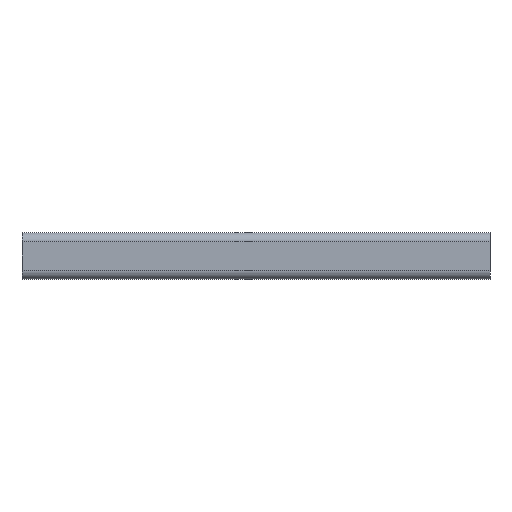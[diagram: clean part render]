
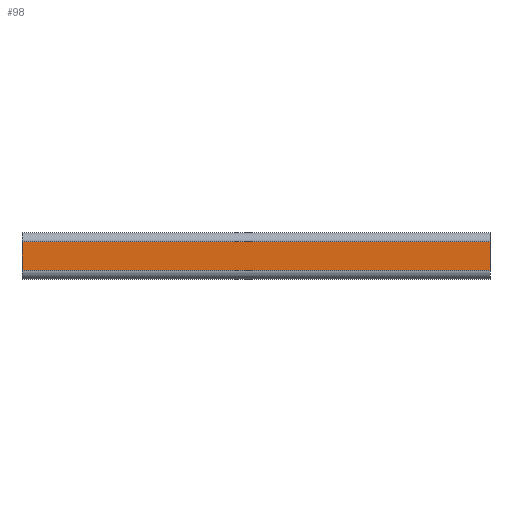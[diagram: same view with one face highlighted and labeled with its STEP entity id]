
A CAD part, left-side view. The second image highlights one B-rep face of the part: STEP entity #98.
In plain terms, the highlighted planar face has unit normal (-1, 0, 0).
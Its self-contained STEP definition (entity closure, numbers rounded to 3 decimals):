
#98 = ADVANCED_FACE( '', ( #200 ), #201, .T. );
#200 = FACE_OUTER_BOUND( '', #297, .T. );
#201 = PLANE( '', #298 );
#297 = EDGE_LOOP( '', ( #537, #538, #539, #540 ) );
#298 = AXIS2_PLACEMENT_3D( '', #541, #542, #543 );
#537 = ORIENTED_EDGE( '', *, *, #617, .F. );
#538 = ORIENTED_EDGE( '', *, *, #674, .F. );
#539 = ORIENTED_EDGE( '', *, *, #607, .T. );
#540 = ORIENTED_EDGE( '', *, *, #647, .T. );
#541 = CARTESIAN_POINT( '', ( -10., 100., -3. ) );
#542 = DIRECTION( '', ( -1., 0., 0. ) );
#543 = DIRECTION( '', ( 0., 0., 1. ) );
#607 = EDGE_CURVE( '', #739, #737, #740, .T. );
#617 = EDGE_CURVE( '', #754, #756, #757, .T. );
#647 = EDGE_CURVE( '', #737, #756, #803, .T. );
#674 = EDGE_CURVE( '', #739, #754, #830, .T. );
#737 = VERTEX_POINT( '', #907 );
#739 = VERTEX_POINT( '', #909 );
#740 = LINE( '', #910, #911 );
#754 = VERTEX_POINT( '', #928 );
#756 = VERTEX_POINT( '', #930 );
#757 = LINE( '', #931, #932 );
#803 = LINE( '', #992, #993 );
#830 = LINE( '', #1032, #1033 );
#907 = CARTESIAN_POINT( '', ( -10., 100., -3. ) );
#909 = CARTESIAN_POINT( '', ( -10., 100., 3. ) );
#910 = CARTESIAN_POINT( '', ( -10., 100., -3. ) );
#911 = VECTOR( '', #1096, 1000. );
#928 = CARTESIAN_POINT( '', ( -10., 0., 3. ) );
#930 = CARTESIAN_POINT( '', ( -10., 0., -3. ) );
#931 = CARTESIAN_POINT( '', ( -10., 0., -3. ) );
#932 = VECTOR( '', #1112, 1000. );
#992 = CARTESIAN_POINT( '', ( -10., 100., -3. ) );
#993 = VECTOR( '', #1157, 1000. );
#1032 = CARTESIAN_POINT( '', ( -10., 100., 3. ) );
#1033 = VECTOR( '', #1170, 1000. );
#1096 = DIRECTION( '', ( 0., 0., -1. ) );
#1112 = DIRECTION( '', ( 0., 0., -1. ) );
#1157 = DIRECTION( '', ( 0., -1., 0. ) );
#1170 = DIRECTION( '', ( 0., -1., 0. ) );
